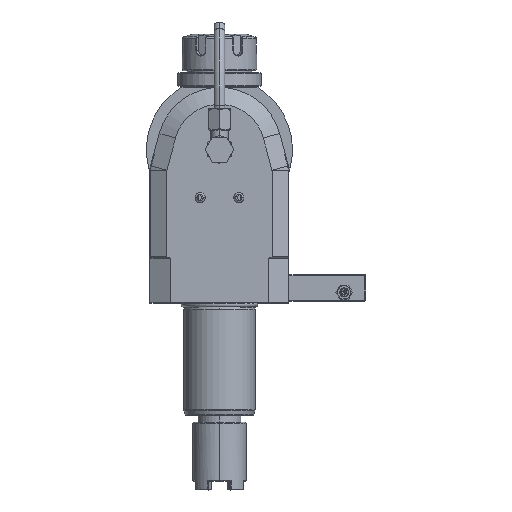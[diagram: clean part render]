
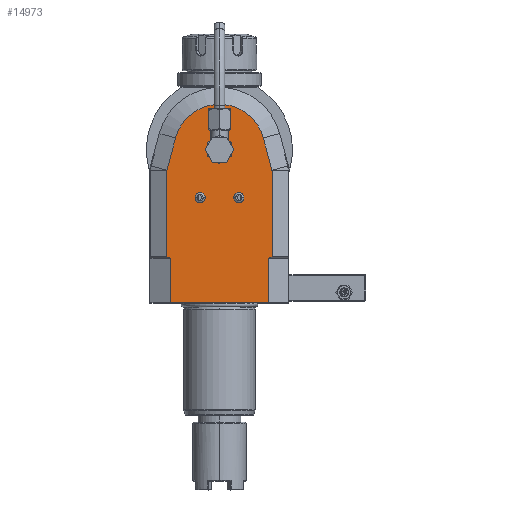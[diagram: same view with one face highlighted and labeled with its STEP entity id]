
A CAD part, top view. The second image highlights one B-rep face of the part: STEP entity #14973.
In plain terms, the highlighted planar face has unit normal (0, 0, 1).
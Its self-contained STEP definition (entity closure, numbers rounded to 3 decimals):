
#203=DIRECTION('',(-1.,0.,0.));
#204=VECTOR('',#203,55.);
#205=CARTESIAN_POINT('',(27.5,-86.,40.));
#206=LINE('',#205,#204);
#381=DIRECTION('',(0.,-1.,0.));
#382=VECTOR('',#381,25.);
#383=CARTESIAN_POINT('',(27.5,-61.,40.));
#384=LINE('',#383,#382);
#385=DIRECTION('',(0.,1.,0.));
#386=VECTOR('',#385,25.);
#387=CARTESIAN_POINT('',(-27.5,-86.,40.));
#388=LINE('',#387,#386);
#389=DIRECTION('',(0.894,-0.447,0.));
#390=VECTOR('',#389,2.236);
#391=CARTESIAN_POINT('',(-29.5,-60.,40.));
#392=LINE('',#391,#390);
#393=DIRECTION('',(0.,-1.,0.));
#394=VECTOR('',#393,48.363);
#395=CARTESIAN_POINT('',(-29.5,-11.637,40.));
#396=LINE('',#395,#394);
#397=CARTESIAN_POINT('',(-29.,-11.637,40.));
#398=DIRECTION('',(0.,0.,1.));
#399=DIRECTION('',(-0.966,0.259,0.));
#400=AXIS2_PLACEMENT_3D('',#397,#398,#399);
#402=DIRECTION('',(-0.259,-0.966,0.));
#403=VECTOR('',#402,18.746);
#404=CARTESIAN_POINT('',(-24.631,6.6,40.));
#405=LINE('',#404,#403);
#406=CARTESIAN_POINT('',(0.,0.,40.));
#407=DIRECTION('',(0.,0.,1.));
#408=DIRECTION('',(0.966,0.259,0.));
#409=AXIS2_PLACEMENT_3D('',#406,#407,#408);
#411=DIRECTION('',(-0.259,0.966,0.));
#412=VECTOR('',#411,18.746);
#413=CARTESIAN_POINT('',(29.483,-11.507,40.));
#414=LINE('',#413,#412);
#415=CARTESIAN_POINT('',(29.,-11.637,40.));
#416=DIRECTION('',(0.,0.,1.));
#417=DIRECTION('',(1.,0.,0.));
#418=AXIS2_PLACEMENT_3D('',#415,#416,#417);
#420=DIRECTION('',(0.,1.,0.));
#421=VECTOR('',#420,48.363);
#422=CARTESIAN_POINT('',(29.5,-60.,40.));
#423=LINE('',#422,#421);
#424=DIRECTION('',(0.894,0.447,0.));
#425=VECTOR('',#424,2.236);
#426=CARTESIAN_POINT('',(27.5,-61.,40.));
#427=LINE('',#426,#425);
#428=CARTESIAN_POINT('',(0.,0.,40.));
#429=DIRECTION('',(0.,0.,1.));
#430=DIRECTION('',(1.,0.,0.));
#431=AXIS2_PLACEMENT_3D('',#428,#429,#430);
#433=CARTESIAN_POINT('',(0.,0.,40.));
#434=DIRECTION('',(0.,0.,1.));
#435=DIRECTION('',(-1.,0.,0.));
#436=AXIS2_PLACEMENT_3D('',#433,#434,#435);
#438=CARTESIAN_POINT('',(10.864,-26.888,40.));
#439=DIRECTION('',(0.,0.,1.));
#440=DIRECTION('',(-1.,0.,0.));
#441=AXIS2_PLACEMENT_3D('',#438,#439,#440);
#443=CARTESIAN_POINT('',(10.864,-26.888,40.));
#444=DIRECTION('',(0.,0.,1.));
#445=DIRECTION('',(1.,0.,0.));
#446=AXIS2_PLACEMENT_3D('',#443,#444,#445);
#448=CARTESIAN_POINT('',(-10.864,-26.888,40.));
#449=DIRECTION('',(0.,0.,1.));
#450=DIRECTION('',(-1.,0.,0.));
#451=AXIS2_PLACEMENT_3D('',#448,#449,#450);
#453=CARTESIAN_POINT('',(-10.864,-26.888,40.));
#454=DIRECTION('',(0.,0.,1.));
#455=DIRECTION('',(1.,0.,0.));
#456=AXIS2_PLACEMENT_3D('',#453,#454,#455);
#13104=CARTESIAN_POINT('',(24.631,6.6,40.));
#13105=CARTESIAN_POINT('',(-24.631,6.6,40.));
#13106=VERTEX_POINT('',#13104);
#13107=VERTEX_POINT('',#13105);
#13112=CARTESIAN_POINT('',(-29.483,-11.507,40.));
#13113=VERTEX_POINT('',#13112);
#13114=CARTESIAN_POINT('',(29.483,-11.507,40.));
#13115=VERTEX_POINT('',#13114);
#13116=CARTESIAN_POINT('',(-29.5,-11.637,40.));
#13117=VERTEX_POINT('',#13116);
#13118=CARTESIAN_POINT('',(29.5,-11.637,40.));
#13119=VERTEX_POINT('',#13118);
#13137=CARTESIAN_POINT('',(29.5,-60.,40.));
#13139=VERTEX_POINT('',#13137);
#13146=CARTESIAN_POINT('',(-29.5,-60.,40.));
#13147=VERTEX_POINT('',#13146);
#13442=CARTESIAN_POINT('',(-13.714,-26.888,40.));
#13443=CARTESIAN_POINT('',(-8.014,-26.888,40.));
#13444=VERTEX_POINT('',#13442);
#13445=VERTEX_POINT('',#13443);
#13478=CARTESIAN_POINT('',(8.014,-26.888,40.));
#13479=CARTESIAN_POINT('',(13.714,-26.888,40.));
#13480=VERTEX_POINT('',#13478);
#13481=VERTEX_POINT('',#13479);
#13675=CARTESIAN_POINT('',(27.5,-61.,40.));
#13676=VERTEX_POINT('',#13675);
#13677=CARTESIAN_POINT('',(-27.5,-61.,40.));
#13678=VERTEX_POINT('',#13677);
#14240=CARTESIAN_POINT('',(6.5,0.,40.));
#14241=CARTESIAN_POINT('',(-6.5,0.,40.));
#14242=VERTEX_POINT('',#14240);
#14243=VERTEX_POINT('',#14241);
#14404=CARTESIAN_POINT('',(-27.5,-86.,40.));
#14406=VERTEX_POINT('',#14404);
#14409=CARTESIAN_POINT('',(27.5,-86.,40.));
#14411=VERTEX_POINT('',#14409);
#14926=CARTESIAN_POINT('',(0.,0.,40.));
#14927=DIRECTION('',(0.,0.,1.));
#14928=DIRECTION('',(1.,0.,0.));
#14929=AXIS2_PLACEMENT_3D('',#14926,#14927,#14928);
#14930=PLANE('',#14929);
#14932=ORIENTED_EDGE('',*,*,#14931,.T.);
#14933=ORIENTED_EDGE('',*,*,#14888,.T.);
#14934=ORIENTED_EDGE('',*,*,#14917,.T.);
#14936=ORIENTED_EDGE('',*,*,#14935,.F.);
#14938=ORIENTED_EDGE('',*,*,#14937,.F.);
#14940=ORIENTED_EDGE('',*,*,#14939,.F.);
#14942=ORIENTED_EDGE('',*,*,#14941,.F.);
#14944=ORIENTED_EDGE('',*,*,#14943,.F.);
#14946=ORIENTED_EDGE('',*,*,#14945,.F.);
#14948=ORIENTED_EDGE('',*,*,#14947,.F.);
#14950=ORIENTED_EDGE('',*,*,#14949,.F.);
#14952=ORIENTED_EDGE('',*,*,#14951,.F.);
#14953=EDGE_LOOP('',(#14932,#14933,#14934,#14936,#14938,#14940,#14942,#14944,
#14946,#14948,#14950,#14952));
#14954=FACE_OUTER_BOUND('',#14953,.F.);
#14956=ORIENTED_EDGE('',*,*,#14955,.T.);
#14958=ORIENTED_EDGE('',*,*,#14957,.T.);
#14959=EDGE_LOOP('',(#14956,#14958));
#14960=FACE_BOUND('',#14959,.F.);
#14962=ORIENTED_EDGE('',*,*,#14961,.T.);
#14964=ORIENTED_EDGE('',*,*,#14963,.T.);
#14965=EDGE_LOOP('',(#14962,#14964));
#14966=FACE_BOUND('',#14965,.F.);
#14968=ORIENTED_EDGE('',*,*,#14967,.T.);
#14970=ORIENTED_EDGE('',*,*,#14969,.T.);
#14971=EDGE_LOOP('',(#14968,#14970));
#14972=FACE_BOUND('',#14971,.F.);
#401=CIRCLE('',#400,0.5);
#410=CIRCLE('',#409,25.5);
#419=CIRCLE('',#418,0.5);
#432=CIRCLE('',#431,6.5);
#437=CIRCLE('',#436,6.5);
#442=CIRCLE('',#441,2.85);
#447=CIRCLE('',#446,2.85);
#452=CIRCLE('',#451,2.85);
#457=CIRCLE('',#456,2.85);
#14888=EDGE_CURVE('',#14411,#14406,#206,.T.);
#14917=EDGE_CURVE('',#14406,#13678,#388,.T.);
#14931=EDGE_CURVE('',#13676,#14411,#384,.T.);
#14935=EDGE_CURVE('',#13147,#13678,#392,.T.);
#14937=EDGE_CURVE('',#13117,#13147,#396,.T.);
#14939=EDGE_CURVE('',#13113,#13117,#401,.T.);
#14941=EDGE_CURVE('',#13107,#13113,#405,.T.);
#14943=EDGE_CURVE('',#13106,#13107,#410,.T.);
#14945=EDGE_CURVE('',#13115,#13106,#414,.T.);
#14947=EDGE_CURVE('',#13119,#13115,#419,.T.);
#14949=EDGE_CURVE('',#13139,#13119,#423,.T.);
#14951=EDGE_CURVE('',#13676,#13139,#427,.T.);
#14955=EDGE_CURVE('',#14242,#14243,#432,.T.);
#14957=EDGE_CURVE('',#14243,#14242,#437,.T.);
#14961=EDGE_CURVE('',#13480,#13481,#442,.T.);
#14963=EDGE_CURVE('',#13481,#13480,#447,.T.);
#14967=EDGE_CURVE('',#13444,#13445,#452,.T.);
#14969=EDGE_CURVE('',#13445,#13444,#457,.T.);
#14973=ADVANCED_FACE('',(#14954,#14960,#14966,#14972),#14930,.T.);
